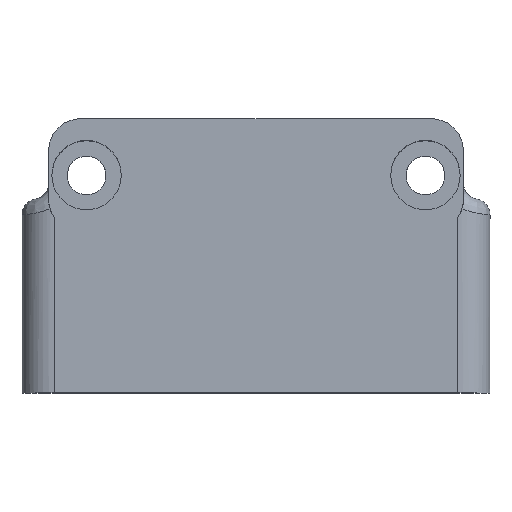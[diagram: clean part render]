
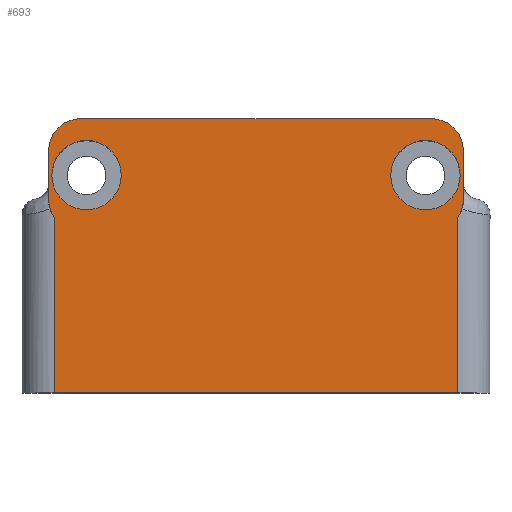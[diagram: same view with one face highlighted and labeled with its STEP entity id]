
A CAD part, top view. The second image highlights one B-rep face of the part: STEP entity #693.
In plain terms, the highlighted planar face has unit normal (0, 0, 1).
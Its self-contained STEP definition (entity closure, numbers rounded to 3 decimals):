
#53=LINE('',#1500,#105);
#58=LINE('',#1551,#110);
#59=LINE('',#1553,#111);
#60=LINE('',#1554,#112);
#61=LINE('',#1558,#113);
#62=LINE('',#1561,#114);
#105=VECTOR('',#868,10.);
#110=VECTOR('',#895,10.);
#111=VECTOR('',#896,10.);
#112=VECTOR('',#897,10.);
#113=VECTOR('',#900,10.);
#114=VECTOR('',#903,10.);
#163=FACE_BOUND('',#229,.T.);
#164=FACE_BOUND('',#230,.T.);
#187=FACE_OUTER_BOUND('',#228,.T.);
#228=EDGE_LOOP('',(#543,#544,#545,#546,#547,#548,#549,#550,#551,#552));
#229=EDGE_LOOP('',(#553,#554));
#230=EDGE_LOOP('',(#555,#556));
#256=CIRCLE('',#738,2.15);
#257=CIRCLE('',#739,2.15);
#262=CIRCLE('',#747,2.15);
#263=CIRCLE('',#748,2.15);
#271=CIRCLE('',#764,2.);
#272=CIRCLE('',#766,2.);
#275=CIRCLE('',#771,2.);
#276=CIRCLE('',#772,2.);
#286=VERTEX_POINT('',#991);
#287=VERTEX_POINT('',#992);
#292=VERTEX_POINT('',#1008);
#293=VERTEX_POINT('',#1009);
#315=VERTEX_POINT('',#1492);
#318=VERTEX_POINT('',#1498);
#323=VERTEX_POINT('',#1517);
#324=VERTEX_POINT('',#1524);
#325=VERTEX_POINT('',#1528);
#329=VERTEX_POINT('',#1550);
#330=VERTEX_POINT('',#1552);
#331=VERTEX_POINT('',#1555);
#332=VERTEX_POINT('',#1557);
#333=VERTEX_POINT('',#1559);
#354=EDGE_CURVE('',#286,#287,#256,.T.);
#355=EDGE_CURVE('',#287,#286,#257,.T.);
#362=EDGE_CURVE('',#292,#293,#262,.T.);
#363=EDGE_CURVE('',#293,#292,#263,.T.);
#397=EDGE_CURVE('',#315,#318,#53,.T.);
#404=EDGE_CURVE('',#324,#323,#271,.T.);
#407=EDGE_CURVE('',#325,#315,#272,.T.);
#412=EDGE_CURVE('',#323,#329,#58,.T.);
#413=EDGE_CURVE('',#330,#329,#59,.T.);
#414=EDGE_CURVE('',#325,#330,#60,.T.);
#415=EDGE_CURVE('',#318,#331,#275,.T.);
#416=EDGE_CURVE('',#331,#332,#61,.T.);
#417=EDGE_CURVE('',#332,#333,#276,.T.);
#418=EDGE_CURVE('',#333,#324,#62,.T.);
#543=ORIENTED_EDGE('',*,*,#412,.T.);
#544=ORIENTED_EDGE('',*,*,#413,.F.);
#545=ORIENTED_EDGE('',*,*,#414,.F.);
#546=ORIENTED_EDGE('',*,*,#407,.T.);
#547=ORIENTED_EDGE('',*,*,#397,.T.);
#548=ORIENTED_EDGE('',*,*,#415,.T.);
#549=ORIENTED_EDGE('',*,*,#416,.T.);
#550=ORIENTED_EDGE('',*,*,#417,.T.);
#551=ORIENTED_EDGE('',*,*,#418,.T.);
#552=ORIENTED_EDGE('',*,*,#404,.T.);
#553=ORIENTED_EDGE('',*,*,#354,.T.);
#554=ORIENTED_EDGE('',*,*,#355,.T.);
#555=ORIENTED_EDGE('',*,*,#362,.T.);
#556=ORIENTED_EDGE('',*,*,#363,.T.);
#660=PLANE('',#770);
#693=ADVANCED_FACE('',(#187,#163,#164),#660,.T.);
#738=AXIS2_PLACEMENT_3D('',#993,#810,#811);
#739=AXIS2_PLACEMENT_3D('',#994,#812,#813);
#747=AXIS2_PLACEMENT_3D('',#1010,#830,#831);
#748=AXIS2_PLACEMENT_3D('',#1011,#832,#833);
#764=AXIS2_PLACEMENT_3D('',#1525,#879,#880);
#766=AXIS2_PLACEMENT_3D('',#1535,#884,#885);
#770=AXIS2_PLACEMENT_3D('',#1549,#893,#894);
#771=AXIS2_PLACEMENT_3D('',#1556,#898,#899);
#772=AXIS2_PLACEMENT_3D('',#1560,#901,#902);
#810=DIRECTION('center_axis',(0.,0.,
-1.));
#811=DIRECTION('ref_axis',(1.,0.,0.));
#812=DIRECTION('center_axis',(0.,0.,
-1.));
#813=DIRECTION('ref_axis',(1.,0.,0.));
#830=DIRECTION('center_axis',(0.,0.,
-1.));
#831=DIRECTION('ref_axis',(1.,0.,0.));
#832=DIRECTION('center_axis',(0.,0.,
-1.));
#833=DIRECTION('ref_axis',(1.,0.,0.));
#868=DIRECTION('',(0.,1.,0.));
#879=DIRECTION('center_axis',(0.,0.,
1.));
#880=DIRECTION('ref_axis',(-1.,0.,0.));
#884=DIRECTION('center_axis',(0.,0.,
1.));
#885=DIRECTION('ref_axis',(0.,-1.,0.));
#893=DIRECTION('center_axis',(0.,0.,
1.));
#894=DIRECTION('ref_axis',(1.,0.,0.));
#895=DIRECTION('',(0.,-1.,0.));
#896=DIRECTION('',(-1.,0.,0.));
#897=DIRECTION('',(0.,-1.,0.));
#898=DIRECTION('center_axis',(0.,0.,
1.));
#899=DIRECTION('ref_axis',(1.,0.,0.));
#900=DIRECTION('',(-1.,0.,0.));
#901=DIRECTION('center_axis',(0.,0.,
1.));
#902=DIRECTION('ref_axis',(0.,1.,0.));
#903=DIRECTION('',(0.,-1.,0.));
#991=CARTESIAN_POINT('',(12.65,3.5,22.5));
#992=CARTESIAN_POINT('',(8.35,3.5,22.5));
#993=CARTESIAN_POINT('Origin',(10.5,3.5,22.5));
#994=CARTESIAN_POINT('Origin',(10.5,3.5,22.5));
#1008=CARTESIAN_POINT('',(-8.35,3.5,22.5));
#1009=CARTESIAN_POINT('',(-12.65,3.5,22.5));
#1010=CARTESIAN_POINT('Origin',(-10.5,3.5,22.5));
#1011=CARTESIAN_POINT('Origin',(-10.5,3.5,22.5));
#1492=CARTESIAN_POINT('',(12.85,2.,22.5));
#1498=CARTESIAN_POINT('',(12.85,5.,22.5));
#1500=CARTESIAN_POINT('',(12.85,-3.,22.5));
#1517=CARTESIAN_POINT('',(-12.5,0.87,22.5));
#1524=CARTESIAN_POINT('',(-12.85,2.,22.5));
#1525=CARTESIAN_POINT('Origin',(-10.85,2.,22.5));
#1528=CARTESIAN_POINT('',(12.5,0.87,22.5));
#1535=CARTESIAN_POINT('Origin',(10.85,2.,22.5));
#1549=CARTESIAN_POINT('Origin',(0.,3.5,22.5));
#1550=CARTESIAN_POINT('',(-12.5,-10.,22.5));
#1551=CARTESIAN_POINT('',(-12.5,0.,22.5));
#1552=CARTESIAN_POINT('',(12.5,-10.,22.5));
#1553=CARTESIAN_POINT('',(12.5,-10.,22.5));
#1554=CARTESIAN_POINT('',(12.5,0.,22.5));
#1555=CARTESIAN_POINT('',(10.85,7.,22.5));
#1556=CARTESIAN_POINT('Origin',(10.85,5.,22.5));
#1557=CARTESIAN_POINT('',(-10.85,7.,22.5));
#1558=CARTESIAN_POINT('',(10.85,7.,22.5));
#1559=CARTESIAN_POINT('',(-12.85,5.,22.5));
#1560=CARTESIAN_POINT('Origin',(-10.85,5.,22.5));
#1561=CARTESIAN_POINT('',(-12.85,5.,22.5));
